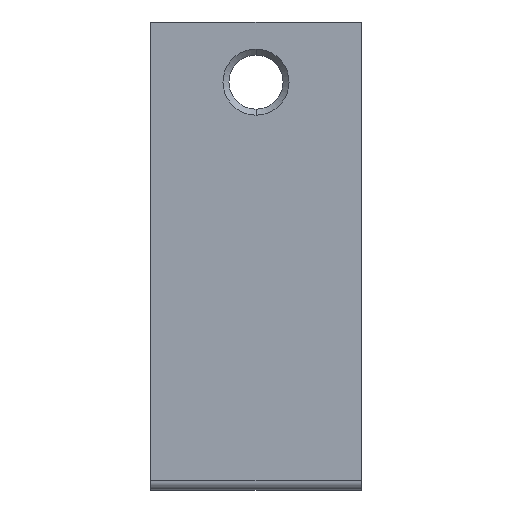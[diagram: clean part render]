
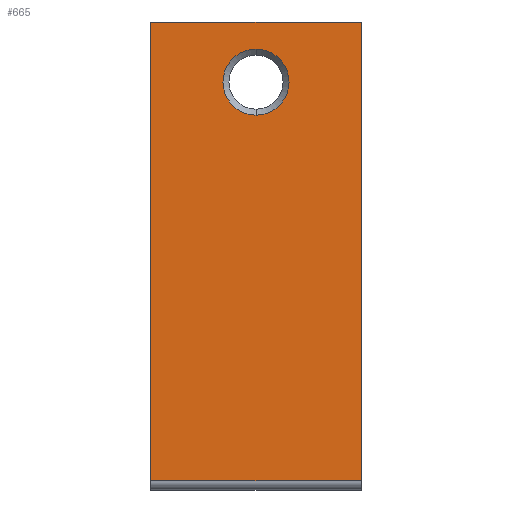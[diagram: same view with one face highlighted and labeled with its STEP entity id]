
A CAD part, front view. The second image highlights one B-rep face of the part: STEP entity #665.
In plain terms, the highlighted planar face has unit normal (0, -1, 0).
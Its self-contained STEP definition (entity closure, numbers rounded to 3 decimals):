
#12 = EDGE_CURVE ( 'NONE', #168, #97, #1070, .T. ) ;
#97 = VERTEX_POINT ( 'NONE', #105 ) ;
#105 = CARTESIAN_POINT ( 'NONE',  ( -17.5, 0., 3.621 ) ) ;
#142 = CARTESIAN_POINT ( 'NONE',  ( 0., 0., 64.5 ) ) ;
#168 = VERTEX_POINT ( 'NONE', #1019 ) ;
#189 = DIRECTION ( 'NONE',  ( -1., 0., 0. ) ) ;
#192 = PLANE ( 'NONE',  #958 ) ;
#200 = ORIENTED_EDGE ( 'NONE', *, *, #1015, .F. ) ;
#216 = ORIENTED_EDGE ( 'NONE', *, *, #552, .T. ) ;
#221 = EDGE_LOOP ( 'NONE', ( #1425, #394 ) ) ;
#227 = VECTOR ( 'NONE', #1229, 1000. ) ;
#317 = EDGE_CURVE ( 'NONE', #1292, #1178, #1217, .T. ) ;
#322 = CARTESIAN_POINT ( 'NONE',  ( -17.5, 0., 80. ) ) ;
#337 = CARTESIAN_POINT ( 'NONE',  ( 17.5, 0., 80. ) ) ;
#343 = VECTOR ( 'NONE', #189, 1000. ) ;
#383 = DIRECTION ( 'NONE',  ( 0., 1., 0. ) ) ;
#394 = ORIENTED_EDGE ( 'NONE', *, *, #970, .T. ) ;
#435 = LINE ( 'NONE', #993, #343 ) ;
#518 = DIRECTION ( 'NONE',  ( 0., 0., 1. ) ) ;
#552 = EDGE_CURVE ( 'NONE', #97, #1184, #911, .T. ) ;
#599 = VECTOR ( 'NONE', #621, 1000. ) ;
#621 = DIRECTION ( 'NONE',  ( 0., 0., -1. ) ) ;
#665 = ADVANCED_FACE ( 'NONE', ( #1050, #880 ), #192, .F. ) ;
#689 = AXIS2_PLACEMENT_3D ( 'NONE', #1088, #1208, #1041 ) ;
#745 = EDGE_LOOP ( 'NONE', ( #1238, #216, #200, #1429 ) ) ;
#786 = LINE ( 'NONE', #908, #1155 ) ;
#880 = FACE_OUTER_BOUND ( 'NONE', #745, .T. ) ;
#908 = CARTESIAN_POINT ( 'NONE',  ( 17.5, 0., 80. ) ) ;
#911 = LINE ( 'NONE', #1021, #227 ) ;
#916 = DIRECTION ( 'NONE',  ( 0., 0., -1. ) ) ;
#958 = AXIS2_PLACEMENT_3D ( 'NONE', #337, #383, #518 ) ;
#970 = EDGE_CURVE ( 'NONE', #1178, #1292, #1266, .T. ) ;
#993 = CARTESIAN_POINT ( 'NONE',  ( 17.5, 0., 80. ) ) ;
#1004 = DIRECTION ( 'NONE',  ( 0., 1., 0. ) ) ;
#1011 = DIRECTION ( 'NONE',  ( 0., 0., 1. ) ) ;
#1015 = EDGE_CURVE ( 'NONE', #1340, #1184, #786, .T. ) ;
#1019 = CARTESIAN_POINT ( 'NONE',  ( -17.5, 0., 80. ) ) ;
#1021 = CARTESIAN_POINT ( 'NONE',  ( 17.5, 0., 3.621 ) ) ;
#1039 = EDGE_CURVE ( 'NONE', #1340, #168, #435, .T. ) ;
#1041 = DIRECTION ( 'NONE',  ( 0., 0., 1. ) ) ;
#1050 = FACE_BOUND ( 'NONE', #221, .T. ) ;
#1070 = LINE ( 'NONE', #322, #599 ) ;
#1088 = CARTESIAN_POINT ( 'NONE',  ( 0., 0., 70. ) ) ;
#1104 = CARTESIAN_POINT ( 'NONE',  ( 0., 0., 75.5 ) ) ;
#1110 = CARTESIAN_POINT ( 'NONE',  ( 17.5, 0., 3.621 ) ) ;
#1127 = AXIS2_PLACEMENT_3D ( 'NONE', #1182, #1004, #1011 ) ;
#1155 = VECTOR ( 'NONE', #916, 1000. ) ;
#1178 = VERTEX_POINT ( 'NONE', #1104 ) ;
#1182 = CARTESIAN_POINT ( 'NONE',  ( 0., 0., 70. ) ) ;
#1184 = VERTEX_POINT ( 'NONE', #1110 ) ;
#1208 = DIRECTION ( 'NONE',  ( 0., 1., 0. ) ) ;
#1217 = CIRCLE ( 'NONE', #1127, 5.5 ) ;
#1229 = DIRECTION ( 'NONE',  ( 1., 0., 0. ) ) ;
#1238 = ORIENTED_EDGE ( 'NONE', *, *, #12, .T. ) ;
#1266 = CIRCLE ( 'NONE', #689, 5.5 ) ;
#1283 = CARTESIAN_POINT ( 'NONE',  ( 17.5, 0., 80. ) ) ;
#1292 = VERTEX_POINT ( 'NONE', #142 ) ;
#1340 = VERTEX_POINT ( 'NONE', #1283 ) ;
#1425 = ORIENTED_EDGE ( 'NONE', *, *, #317, .T. ) ;
#1429 = ORIENTED_EDGE ( 'NONE', *, *, #1039, .T. ) ;
